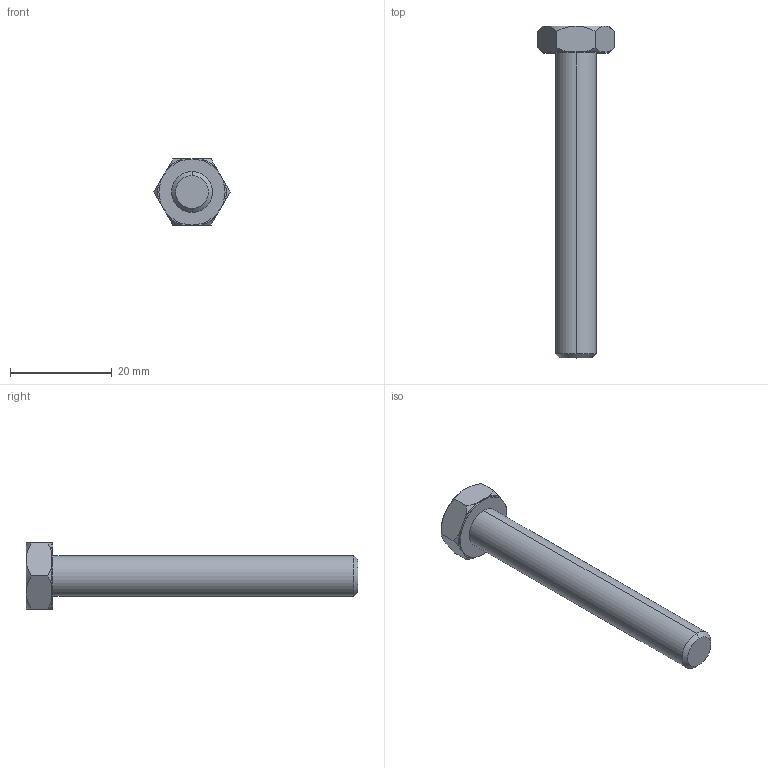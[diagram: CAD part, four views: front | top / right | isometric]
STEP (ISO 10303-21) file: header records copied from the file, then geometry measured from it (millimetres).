
FILE_DESCRIPTION (( 'STEP AP214' ), '1' );
FILE_NAME ('DIN 933 M8x60 Grade A 8.8.STEP', '2015-10-26T08:10:43', ( '' ), ( '' ), 'SwSTEP 2.0', 'SolidWorks 2015', '' );
FILE_SCHEMA (( 'AUTOMOTIVE_DESIGN' ));
Length unit declared in the file: millimetre
Products named in the file (1): DIN 933 M8x60 Grade A 8.8
Bounding box: 15.01 x 65.3 x 13 mm (x, y, z)
Volume: 3774.8 mm3; surface area: 2010.9 mm2
Topology: 1 solids, 1 shells, 33 faces, 74 edges, 44 vertices
Faces by surface type: plane 15, cone 14, cylinder 4
Entity records: 1008 total; most frequent: CARTESIAN_POINT 268, ORIENTED_EDGE 148, DIRECTION 144, EDGE_CURVE 74, AXIS2_PLACEMENT_3D 60, VERTEX_POINT 44, EDGE_LOOP 34, ADVANCED_FACE 33
